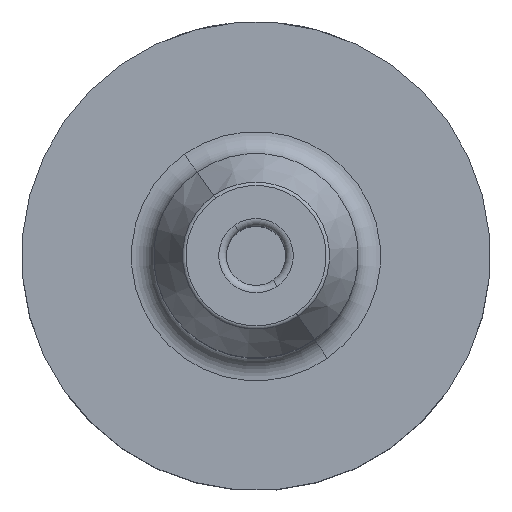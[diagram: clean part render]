
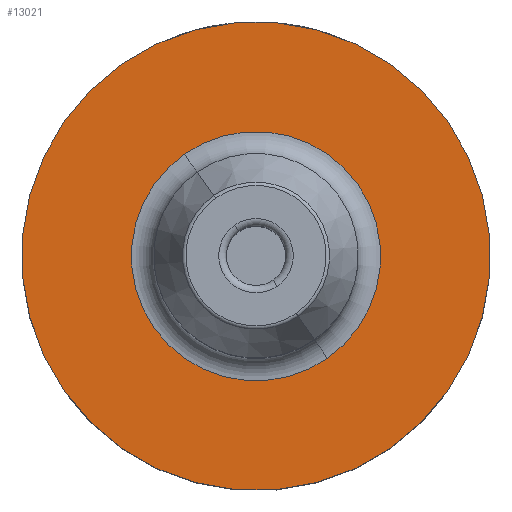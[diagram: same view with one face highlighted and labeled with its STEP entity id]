
A CAD part, top view. The second image highlights one B-rep face of the part: STEP entity #13021.
In plain terms, the highlighted planar face has unit normal (0, 0, 1).
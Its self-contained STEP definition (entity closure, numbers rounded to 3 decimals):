
#242=CARTESIAN_POINT('',(0.,0.,25.95));
#243=DIRECTION('',(0.,0.,1.));
#244=DIRECTION('',(-0.574,0.819,0.));
#245=AXIS2_PLACEMENT_3D('',#242,#243,#244);
#250=CARTESIAN_POINT('',(0.,0.,25.95));
#251=DIRECTION('',(0.,0.,-1.));
#252=DIRECTION('',(-0.574,0.819,0.));
#253=AXIS2_PLACEMENT_3D('',#250,#251,#252);
#272=CARTESIAN_POINT('',(0.,0.,25.95));
#273=DIRECTION('',(0.,0.,-1.));
#274=DIRECTION('',(-0.574,0.819,0.));
#275=AXIS2_PLACEMENT_3D('',#272,#273,#274);
#280=CARTESIAN_POINT('',(0.,0.,25.95));
#281=DIRECTION('',(0.,0.,1.));
#282=DIRECTION('',(-0.574,0.819,0.));
#283=AXIS2_PLACEMENT_3D('',#280,#281,#282);
#12522=CARTESIAN_POINT('',(-9.607,13.721,25.95));
#12523=VERTEX_POINT('',#12522);
#12524=CARTESIAN_POINT('',(-18.068,25.803,25.95));
#12526=VERTEX_POINT('',#12524);
#12590=CARTESIAN_POINT('',(9.607,-13.721,25.95));
#12591=VERTEX_POINT('',#12590);
#12592=CARTESIAN_POINT('',(18.068,-25.803,25.95));
#12594=VERTEX_POINT('',#12592);
#13006=CARTESIAN_POINT('',(0.,0.,25.95));
#13007=DIRECTION('',(0.,0.,1.));
#13008=DIRECTION('',(0.574,-0.819,0.));
#13009=AXIS2_PLACEMENT_3D('',#13006,#13007,#13008);
#13010=PLANE('',#13009);
#13012=ORIENTED_EDGE('',*,*,#13011,.T.);
#13014=ORIENTED_EDGE('',*,*,#13013,.F.);
#13015=EDGE_LOOP('',(#13012,#13014));
#13016=FACE_OUTER_BOUND('',#13015,.F.);
#13017=ORIENTED_EDGE('',*,*,#12988,.T.);
#13018=ORIENTED_EDGE('',*,*,#12999,.F.);
#13019=EDGE_LOOP('',(#13017,#13018));
#13020=FACE_BOUND('',#13019,.F.);
#13021=ADVANCED_FACE('',(#13016,#13020),#13010,.T.);
#246=CIRCLE('',#245,16.75);
#254=CIRCLE('',#253,16.75);
#276=CIRCLE('',#275,31.5);
#284=CIRCLE('',#283,31.5);
#12988=EDGE_CURVE('',#12523,#12591,#246,.T.);
#12999=EDGE_CURVE('',#12523,#12591,#254,.T.);
#13011=EDGE_CURVE('',#12526,#12594,#276,.T.);
#13013=EDGE_CURVE('',#12526,#12594,#284,.T.);
